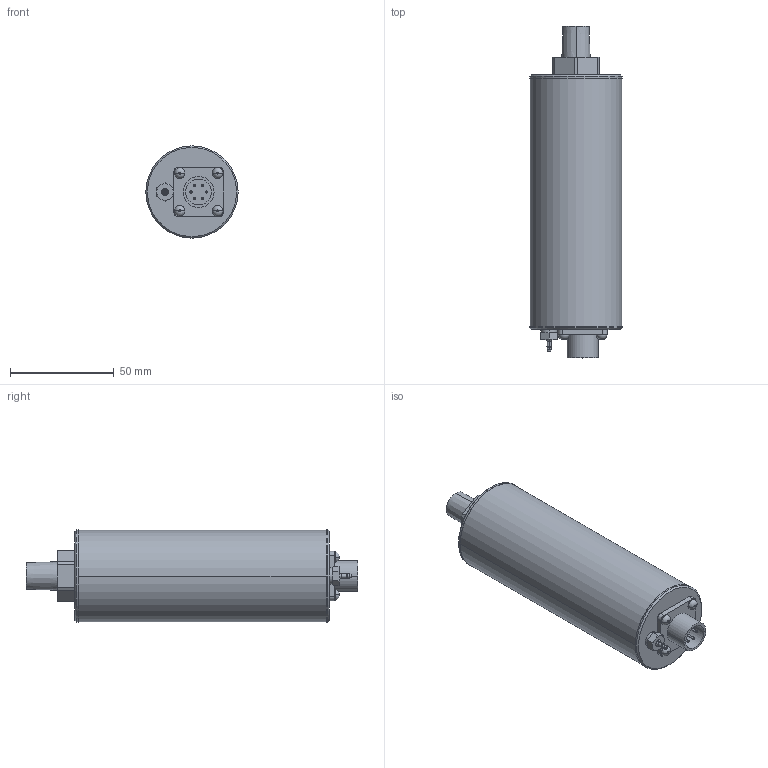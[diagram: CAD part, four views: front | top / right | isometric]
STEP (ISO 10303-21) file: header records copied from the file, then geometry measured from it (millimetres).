
FILE_DESCRIPTION (( 'STEP AP214' ), '1' );
FILE_NAME ('6010 cosmetic model.STEP', '2018-04-13T21:20:32', ( 'ZamoraH' ), ( 'Microsoft' ), 'SwSTEP 2.0', 'SolidWorks 2017', '' );
FILE_SCHEMA (( 'AUTOMOTIVE_DESIGN' ));
Length unit declared in the file: inch
Products named in the file (1): 6010 cosmetic model
Bounding box: 44.45 x 159.82 x 44.45 mm (x, y, z)
Volume: 61598.4 mm3; surface area: 42344.6 mm2
Topology: 7 solids, 7 shells, 192 faces, 410 edges, 254 vertices
Faces by surface type: plane 66, cylinder 64, cone 38, torus 20, bspline 4
Entity records: 7952 total; most frequent: CARTESIAN_POINT 1055, DIRECTION 978, ORIENTED_EDGE 820, AXIS2_PLACEMENT_3D 413, EDGE_CURVE 410, VERTEX_POINT 254, EDGE_LOOP 226, CIRCLE 224
